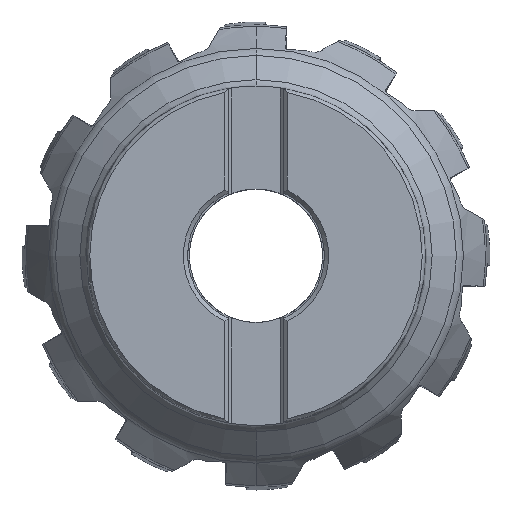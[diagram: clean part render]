
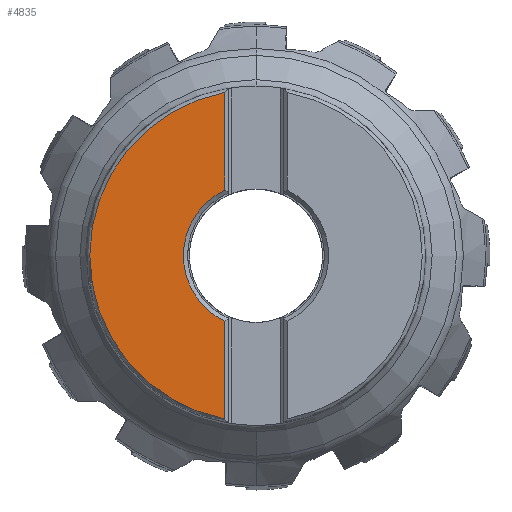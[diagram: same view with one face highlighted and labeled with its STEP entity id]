
A CAD part, top view. The second image highlights one B-rep face of the part: STEP entity #4835.
In plain terms, the highlighted planar face has unit normal (0, 0, 1).
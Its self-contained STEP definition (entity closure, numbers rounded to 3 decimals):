
#458=PLANE('',#28740);
#1900=LINE('',#47245,#3173);
#1901=LINE('',#47246,#3174);
#3173=VECTOR('',#32853,1.);
#3174=VECTOR('',#32854,1.);
#4835=ADVANCED_FACE('',(#6460),#458,.F.);
#6460=FACE_OUTER_BOUND('',#7966,.T.);
#7966=EDGE_LOOP('',(#12703,#12704,#12705,#12706,#12707));
#12703=ORIENTED_EDGE('',*,*,#23271,.F.);
#12704=ORIENTED_EDGE('',*,*,#23272,.F.);
#12705=ORIENTED_EDGE('',*,*,#23270,.F.);
#12706=ORIENTED_EDGE('',*,*,#23269,.F.);
#12707=ORIENTED_EDGE('',*,*,#23273,.F.);
#20132=VERTEX_POINT('',#47211);
#20135=VERTEX_POINT('',#47237);
#20136=VERTEX_POINT('',#47239);
#20137=VERTEX_POINT('',#47243);
#20138=VERTEX_POINT('',#47244);
#23269=EDGE_CURVE('',#20135,#20136,#26721,.T.);
#23270=EDGE_CURVE('',#20136,#20132,#26722,.T.);
#23271=EDGE_CURVE('',#20137,#20138,#26723,.T.);
#23272=EDGE_CURVE('',#20132,#20137,#1900,.T.);
#23273=EDGE_CURVE('',#20138,#20135,#1901,.T.);
#26721=CIRCLE('',#28736,47.474);
#26722=CIRCLE('',#28737,47.474);
#26723=CIRCLE('',#28739,20.75);
#28736=AXIS2_PLACEMENT_3D('',#47238,#32845,#32846);
#28737=AXIS2_PLACEMENT_3D('',#47240,#32847,#32848);
#28739=AXIS2_PLACEMENT_3D('',#47242,#32851,#32852);
#28740=AXIS2_PLACEMENT_3D('',#47247,#32855,#32856);
#32845=DIRECTION('',(0.,0.,-1.));
#32846=DIRECTION('',(-0.188,-0.982,0.));
#32847=DIRECTION('',(0.,0.,-1.));
#32848=DIRECTION('',(-1.,0.002,0.));
#32851=DIRECTION('',(0.,0.,1.));
#32852=DIRECTION('',(-0.431,0.902,0.));
#32853=DIRECTION('',(0.,-1.,0.));
#32854=DIRECTION('',(0.,-1.,0.));
#32855=DIRECTION('',(0.,0.,-1.));
#32856=DIRECTION('',(0.,1.,0.));
#47211=CARTESIAN_POINT('',(-8.937,46.625,0.));
#47237=CARTESIAN_POINT('',(-8.937,-46.625,0.));
#47238=CARTESIAN_POINT('',(0.,0.,0.));
#47239=CARTESIAN_POINT('',(-47.473,0.117,0.));
#47240=CARTESIAN_POINT('',(0.,0.,0.));
#47242=CARTESIAN_POINT('',(0.,0.,0.));
#47243=CARTESIAN_POINT('',(-8.938,18.727,0.));
#47244=CARTESIAN_POINT('',(-8.937,-18.727,0.));
#47245=CARTESIAN_POINT('',(-8.938,46.625,0.));
#47246=CARTESIAN_POINT('',(-8.937,-18.727,0.));
#47247=CARTESIAN_POINT('',(60.,48.,0.));
